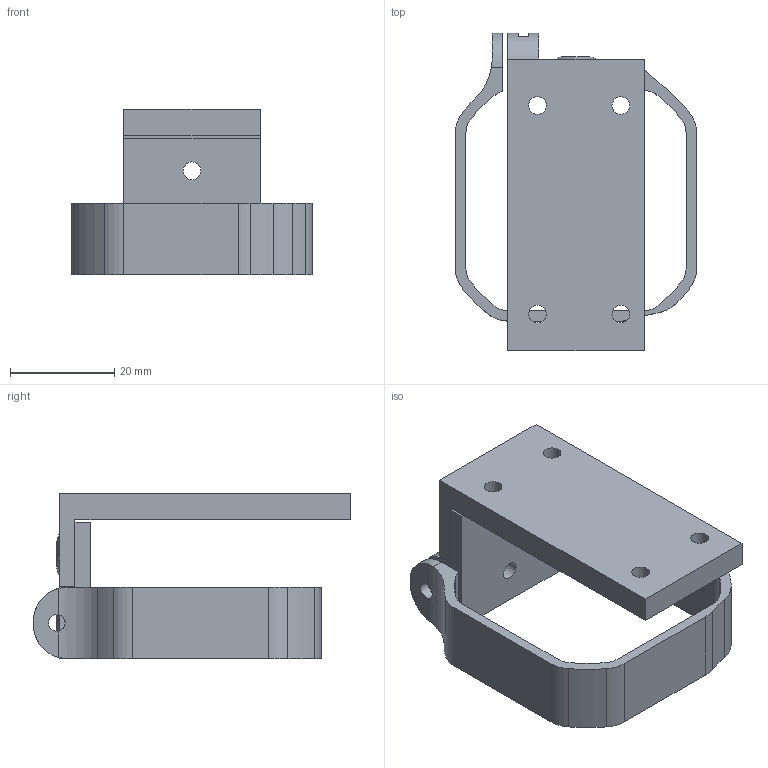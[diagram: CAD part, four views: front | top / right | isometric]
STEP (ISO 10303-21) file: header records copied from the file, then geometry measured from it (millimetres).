
FILE_DESCRIPTION(/* description */ (''),/* implementation_level */ '2;1');
FILE_NAME(/* name */ 'mk3-laser-mount.step',/* time_stamp */ '2018-05-03T21:58:21-07:00',/* author */ ('zmar'),/* organization */ (''),/* preprocessor_version */ 'ST-DEVELOPER v17',/* originating_system */ 'Autodesk Translation Framework v7.1.0.215',/* authorisation */ '');
FILE_SCHEMA (('AUTOMOTIVE_DESIGN { 1 0 10303 214 3 1 1 }'));
Length unit declared in the file: millimetre
Products named in the file (1): mk3-laser-mount-pub
Bounding box: 46.3 x 61 x 31.73 mm (x, y, z)
Volume: 15062.2 mm3; surface area: 11952 mm2
Topology: 2 solids, 2 shells, 103 faces, 267 edges, 177 vertices
Faces by surface type: cylinder 47, plane 46, cone 8, bspline 2
Full cylindrical faces by diameter (mm): 3.2 x3, 3.4 x8, 6 x4, 8 x2
Entity records: 3346 total; most frequent: CARTESIAN_POINT 624, DIRECTION 586, ORIENTED_EDGE 534, EDGE_CURVE 267, AXIS2_PLACEMENT_3D 221, VERTEX_POINT 177, LINE 144, VECTOR 144
